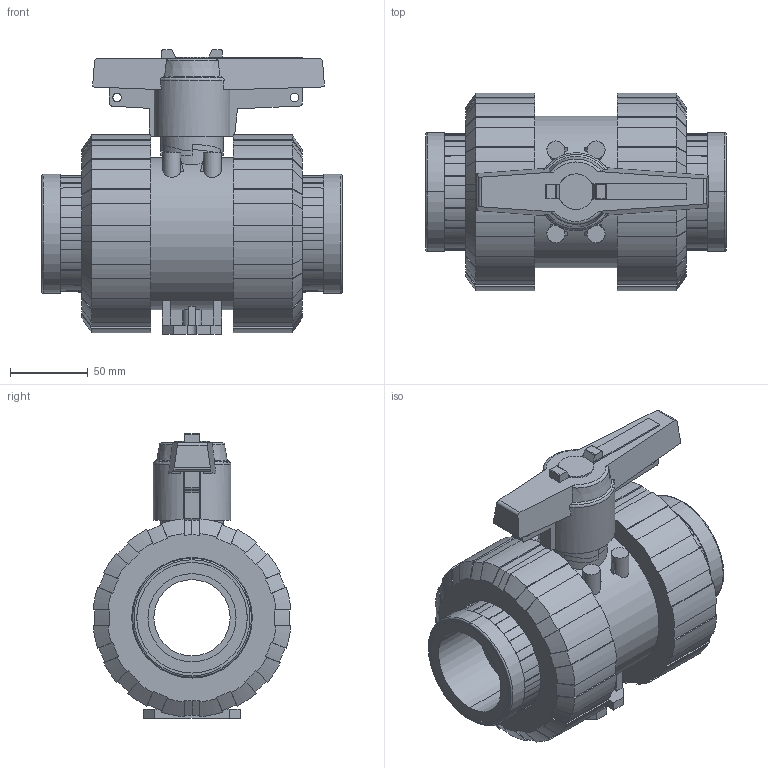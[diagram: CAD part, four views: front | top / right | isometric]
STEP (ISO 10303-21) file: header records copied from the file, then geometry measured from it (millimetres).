
FILE_DESCRIPTION(('STEP AP214'),'1');
FILE_NAME('cctmp_523215EA-FE48-4FA6-9D6E-56D4C9D0EE27_2021_10_21_07_51_57_0005..stp','2021-10-21T05:51:57',('Praher Valves GmbH'),('CADClick - www.CADClick.com'),'Spatial InterOp 3D',' ','unknown authorization');
FILE_SCHEMA(('AUTOMOTIVE_DESIGN'));
Length unit declared in the file: millimetre
Products named in the file (7): cc_unnamed; 210260_5; 210260_4; 210260_3; 210260_2; 210260_1; 210260
Assembly tree (6 placements, depth 2):
  cc_unnamed
    210260_5
    210260_4
    210260_3
    210260_2
    210260_1
    210260
Bounding box: 193 x 127.11 x 182.67 mm (x, y, z)
Volume: 1466269.4 mm3; surface area: 265254.2 mm2
Topology: 8 solids, 8 shells, 600 faces, 1710 edges, 1138 vertices
Faces by surface type: plane 290, cone 152, cylinder 146, torus 12
Entity records: 25581 total; most frequent: CARTESIAN_POINT 5070, ORIENTED_EDGE 3420, DIRECTION 3202, EDGE_CURVE 1710, AXIS2_PLACEMENT_3D 1203, VERTEX_POINT 1138, LINE 796, VECTOR 796
